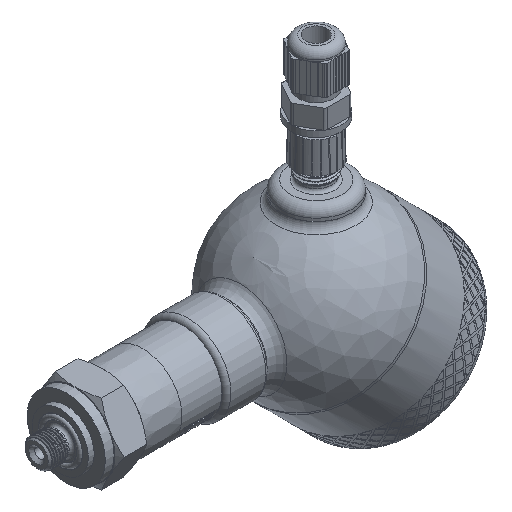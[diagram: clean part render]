
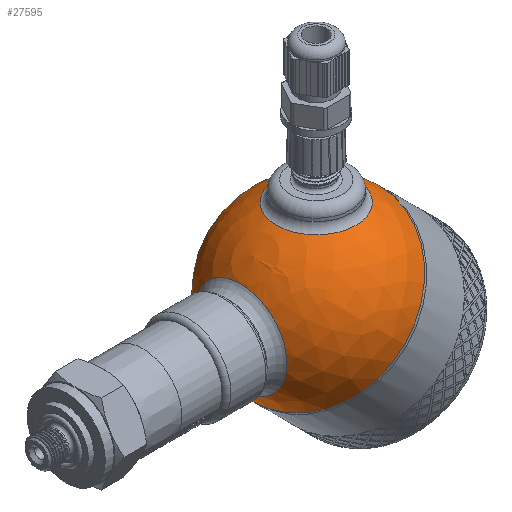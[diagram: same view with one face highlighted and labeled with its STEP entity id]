
A CAD part, isometric view. The second image highlights one B-rep face of the part: STEP entity #27595.
In plain terms, the highlighted spherical face has radius 30 mm.
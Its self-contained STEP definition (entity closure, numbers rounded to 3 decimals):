
#65=SPHERICAL_SURFACE('',#29276,30.);
#1108=FACE_BOUND('',#3886,.T.);
#1109=FACE_BOUND('',#3887,.T.);
#2125=FACE_OUTER_BOUND('',#3885,.T.);
#3885=EDGE_LOOP('',(#19997,#19998,#19999,#20000));
#3886=EDGE_LOOP('',(#20001));
#3887=EDGE_LOOP('',(#20002));
#5547=CIRCLE('',#29198,30.);
#5548=CIRCLE('',#29199,30.);
#5575=CIRCLE('',#29272,13.5);
#5578=CIRCLE('',#29277,30.);
#5579=CIRCLE('',#29278,15.643);
#10993=VERTEX_POINT('',#38004);
#10994=VERTEX_POINT('',#38006);
#11493=VERTEX_POINT('',#44393);
#11495=VERTEX_POINT('',#44400);
#11496=VERTEX_POINT('',#44402);
#13946=EDGE_CURVE('',#10993,#10994,#5547,.T.);
#13947=EDGE_CURVE('',#10994,#10993,#5548,.T.);
#14698=EDGE_CURVE('',#11493,#11493,#5575,.T.);
#14701=EDGE_CURVE('',#10994,#11495,#5578,.T.);
#14702=EDGE_CURVE('',#11496,#11496,#5579,.T.);
#19997=ORIENTED_EDGE('',*,*,#13947,.F.);
#19998=ORIENTED_EDGE('',*,*,#14701,.T.);
#19999=ORIENTED_EDGE('',*,*,#14701,.F.);
#20000=ORIENTED_EDGE('',*,*,#13946,.F.);
#20001=ORIENTED_EDGE('',*,*,#14702,.F.);
#20002=ORIENTED_EDGE('',*,*,#14698,.F.);
#27595=ADVANCED_FACE('',(#2125,#1108,#1109),#65,.T.);
#29198=AXIS2_PLACEMENT_3D('',#38007,#30735,#30736);
#29199=AXIS2_PLACEMENT_3D('',#38008,#30737,#30738);
#29272=AXIS2_PLACEMENT_3D('',#44394,#31147,#31148);
#29276=AXIS2_PLACEMENT_3D('',#44399,#31155,#31156);
#29277=AXIS2_PLACEMENT_3D('',#44401,#31157,#31158);
#29278=AXIS2_PLACEMENT_3D('',#44403,#31159,#31160);
#30735=DIRECTION('center_axis',(1.,0.,0.));
#30736=DIRECTION('ref_axis',(0.,1.,0.));
#30737=DIRECTION('center_axis',(1.,0.,0.));
#30738=DIRECTION('ref_axis',(0.,1.,0.));
#31147=DIRECTION('center_axis',(-0.707,0.,-0.707));
#31148=DIRECTION('ref_axis',(-0.707,0.,0.707));
#31155=DIRECTION('center_axis',(1.,0.,0.));
#31156=DIRECTION('ref_axis',(0.,-1.,0.));
#31157=DIRECTION('center_axis',(0.,0.,1.));
#31158=DIRECTION('ref_axis',(0.,1.,0.));
#31159=DIRECTION('center_axis',(-0.707,0.,0.707));
#31160=DIRECTION('ref_axis',(0.707,0.,0.707));
#38004=CARTESIAN_POINT('',(0.,-30.,0.));
#38006=CARTESIAN_POINT('',(0.,30.,0.));
#38007=CARTESIAN_POINT('Origin',(0.,0.,0.));
#38008=CARTESIAN_POINT('Origin',(0.,0.,0.));
#44393=CARTESIAN_POINT('',(-9.398,0.,-28.49));
#44394=CARTESIAN_POINT('Origin',(-18.944,0.,-18.944));
#44399=CARTESIAN_POINT('Origin',(0.,0.,0.));
#44400=CARTESIAN_POINT('',(-30.,0.,0.));
#44401=CARTESIAN_POINT('Origin',(0.,0.,0.));
#44402=CARTESIAN_POINT('',(-29.162,0.,7.04));
#44403=CARTESIAN_POINT('Origin',(-18.101,0.,18.101));
